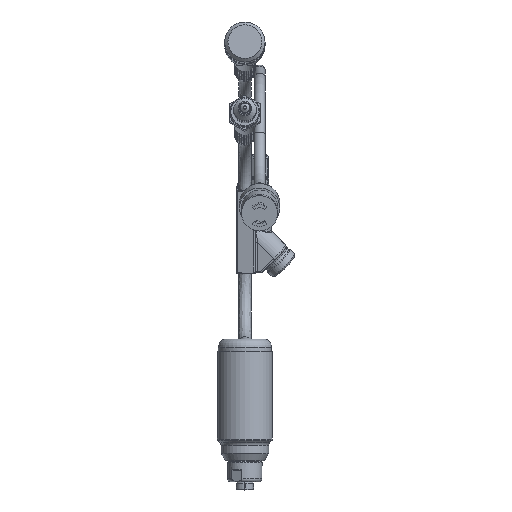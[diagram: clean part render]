
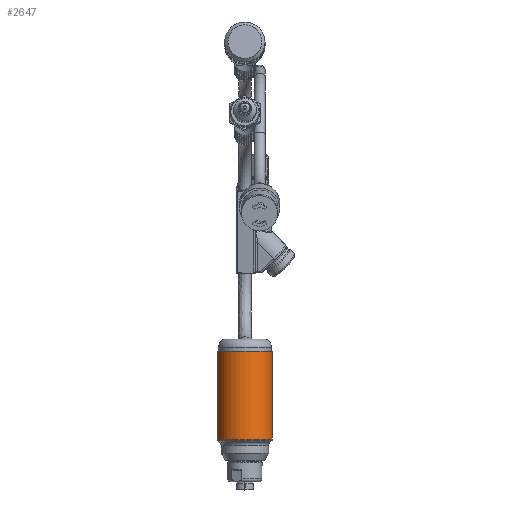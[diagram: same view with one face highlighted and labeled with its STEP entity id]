
A CAD part, top view. The second image highlights one B-rep face of the part: STEP entity #2647.
In plain terms, the highlighted cylindrical face has radius 21.59 mm (diameter 43.18 mm), a full revolution.
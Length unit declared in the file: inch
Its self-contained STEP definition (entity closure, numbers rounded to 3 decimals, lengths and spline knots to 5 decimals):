
#346=B_SPLINE_CURVE_WITH_KNOTS('',3,(#16554,#16555,#16556,#16557,#16558,
#16559,#16560,#16561),.UNSPECIFIED.,.F.,.F.,(4,2,2,4),(0.,0.25,0.5,1.),
 .UNSPECIFIED.);
#347=B_SPLINE_CURVE_WITH_KNOTS('',3,(#16565,#16566,#16567,#16568,#16569,
#16570,#16571,#16572,#16573,#16574),.UNSPECIFIED.,.F.,.F.,(4,2,2,2,4),(0.,
0.25,0.375,0.5,1.),.UNSPECIFIED.);
#348=B_SPLINE_CURVE_WITH_KNOTS('',3,(#16578,#16579,#16580,#16581,#16582,
#16583,#16584,#16585,#16586,#16587),.UNSPECIFIED.,.F.,.F.,(4,2,2,2,4),(0.,
0.25,0.375,0.5,1.),.UNSPECIFIED.);
#349=B_SPLINE_CURVE_WITH_KNOTS('',3,(#16591,#16592,#16593,#16594,#16595,
#16596,#16597,#16598),.UNSPECIFIED.,.F.,.F.,(4,2,2,4),(0.,0.25,
0.5,1.),.UNSPECIFIED.);
#1115=LINE('',#16563,#1616);
#1116=LINE('',#16589,#1617);
#1616=VECTOR('',#12624,1.);
#1617=VECTOR('',#12627,1.);
#2647=ADVANCED_FACE('',(#3383,#3384),#2963,.T.);
#2963=CYLINDRICAL_SURFACE('',#10292,0.85);
#3383=FACE_BOUND('',#4066,.T.);
#3384=FACE_BOUND('',#4067,.T.);
#4066=EDGE_LOOP('',(#6001,#6002,#6003,#6004,#6005,#6006,#6007,#6008));
#4067=EDGE_LOOP('',(#6009));
#6001=ORIENTED_EDGE('',*,*,#8584,.T.);
#6002=ORIENTED_EDGE('',*,*,#8585,.T.);
#6003=ORIENTED_EDGE('',*,*,#8586,.T.);
#6004=ORIENTED_EDGE('',*,*,#8587,.T.);
#6005=ORIENTED_EDGE('',*,*,#8588,.T.);
#6006=ORIENTED_EDGE('',*,*,#8589,.T.);
#6007=ORIENTED_EDGE('',*,*,#8590,.T.);
#6008=ORIENTED_EDGE('',*,*,#8564,.F.);
#6009=ORIENTED_EDGE('',*,*,#8591,.T.);
#7415=VERTEX_POINT('',#16394);
#7420=VERTEX_POINT('',#16447);
#7456=VERTEX_POINT('',#16562);
#7457=VERTEX_POINT('',#16564);
#7458=VERTEX_POINT('',#16575);
#7459=VERTEX_POINT('',#16577);
#7460=VERTEX_POINT('',#16588);
#7461=VERTEX_POINT('',#16590);
#7462=VERTEX_POINT('',#16600);
#8564=EDGE_CURVE('',#7415,#7420,#9332,.T.);
#8584=EDGE_CURVE('',#7415,#7456,#346,.T.);
#8585=EDGE_CURVE('',#7456,#7457,#1115,.T.);
#8586=EDGE_CURVE('',#7457,#7458,#347,.T.);
#8587=EDGE_CURVE('',#7458,#7459,#9342,.T.);
#8588=EDGE_CURVE('',#7459,#7460,#348,.T.);
#8589=EDGE_CURVE('',#7460,#7461,#1116,.T.);
#8590=EDGE_CURVE('',#7461,#7420,#349,.T.);
#8591=EDGE_CURVE('',#7462,#7462,#9343,.T.);
#9332=CIRCLE('',#10274,0.85);
#9342=CIRCLE('',#10290,0.85);
#9343=CIRCLE('',#10291,0.85);
#10274=AXIS2_PLACEMENT_3D('',#16512,#12584,#12585);
#10290=AXIS2_PLACEMENT_3D('',#16576,#12625,#12626);
#10291=AXIS2_PLACEMENT_3D('',#16599,#12628,#12629);
#10292=AXIS2_PLACEMENT_3D('',#16601,#12630,#12631);
#12584=DIRECTION('',(0.,1.,0.));
#12585=DIRECTION('',(-1.,0.,0.));
#12624=DIRECTION('',(0.,-1.,0.));
#12625=DIRECTION('',(0.,-1.,0.));
#12626=DIRECTION('',(-1.,0.,0.));
#12627=DIRECTION('',(0.,1.,0.));
#12628=DIRECTION('',(0.,1.,0.));
#12629=DIRECTION('',(1.,0.,0.));
#12630=DIRECTION('',(0.,1.,0.));
#12631=DIRECTION('',(1.,0.,0.));
#16394=CARTESIAN_POINT('',(-0.42995,3.305,-0.73324));
#16447=CARTESIAN_POINT('',(0.42995,3.305,-0.73324));
#16512=CARTESIAN_POINT('',(0.,3.305,0.));
#16554=CARTESIAN_POINT('',(-0.42995,3.305,-0.73324));
#16555=CARTESIAN_POINT('',(-0.45176,3.28351,-0.72045));
#16556=CARTESIAN_POINT('',(-0.47069,3.26005,-0.70806));
#16557=CARTESIAN_POINT('',(-0.50334,3.20918,-0.68523));
#16558=CARTESIAN_POINT('',(-0.51665,3.18284,-0.67513));
#16559=CARTESIAN_POINT('',(-0.55207,3.09152,-0.64701));
#16560=CARTESIAN_POINT('',(-0.56311,3.02905,-0.63671));
#16561=CARTESIAN_POINT('',(-0.56311,2.965,-0.63671));
#16562=CARTESIAN_POINT('',(-0.56311,2.965,-0.63671));
#16563=CARTESIAN_POINT('',(-0.56311,5.65481,-0.63671));
#16564=CARTESIAN_POINT('',(-0.56311,0.66055,-0.63671));
#16565=CARTESIAN_POINT('',(-0.56311,0.66055,-0.63671));
#16566=CARTESIAN_POINT('',(-0.55319,0.64369,-0.64549));
#16567=CARTESIAN_POINT('',(-0.54103,0.6287,-0.65585));
#16568=CARTESIAN_POINT('',(-0.51899,0.609,-0.67323));
#16569=CARTESIAN_POINT('',(-0.51102,0.60291,-0.67932));
#16570=CARTESIAN_POINT('',(-0.49372,0.59164,-0.69199));
#16571=CARTESIAN_POINT('',(-0.48319,0.58591,-0.69938));
#16572=CARTESIAN_POINT('',(-0.43913,0.56526,-0.72902));
#16573=CARTESIAN_POINT('',(-0.4,0.557,-0.7515));
#16574=CARTESIAN_POINT('',(-0.35689,0.557,-0.77145));
#16575=CARTESIAN_POINT('',(-0.35689,0.557,-0.77145));
#16576=CARTESIAN_POINT('',(0.,0.557,0.));
#16577=CARTESIAN_POINT('',(0.35689,0.557,-0.77145));
#16578=CARTESIAN_POINT('',(0.35689,0.557,-0.77145));
#16579=CARTESIAN_POINT('',(0.37845,0.557,-0.76147));
#16580=CARTESIAN_POINT('',(0.39902,0.55907,-0.75086));
#16581=CARTESIAN_POINT('',(0.42839,0.56527,-0.73424));
#16582=CARTESIAN_POINT('',(0.43794,0.56785,-0.72858));
#16583=CARTESIAN_POINT('',(0.45654,0.57405,-0.71707));
#16584=CARTESIAN_POINT('',(0.4644,0.5771,-0.71203));
#16585=CARTESIAN_POINT('',(0.5145,0.60059,-0.67832));
#16586=CARTESIAN_POINT('',(0.54327,0.62684,-0.65426));
#16587=CARTESIAN_POINT('',(0.56311,0.66055,-0.63671));
#16588=CARTESIAN_POINT('',(0.56311,0.66055,-0.63671));
#16589=CARTESIAN_POINT('',(0.56311,5.65481,-0.63671));
#16590=CARTESIAN_POINT('',(0.56311,2.965,-0.63671));
#16591=CARTESIAN_POINT('',(0.56311,2.965,-0.63671));
#16592=CARTESIAN_POINT('',(0.56311,2.99696,-0.63671));
#16593=CARTESIAN_POINT('',(0.5603,3.02856,-0.63924));
#16594=CARTESIAN_POINT('',(0.54883,3.09106,-0.64911));
#16595=CARTESIAN_POINT('',(0.53974,3.12307,-0.6568));
#16596=CARTESIAN_POINT('',(0.50548,3.21134,-0.68399));
#16597=CARTESIAN_POINT('',(0.47342,3.26217,-0.70775));
#16598=CARTESIAN_POINT('',(0.42995,3.305,-0.73324));
#16599=CARTESIAN_POINT('',(0.,0.55443,0.));
#16600=CARTESIAN_POINT('',(0.85,0.55443,0.));
#16601=CARTESIAN_POINT('',(0.,5.65481,0.));
